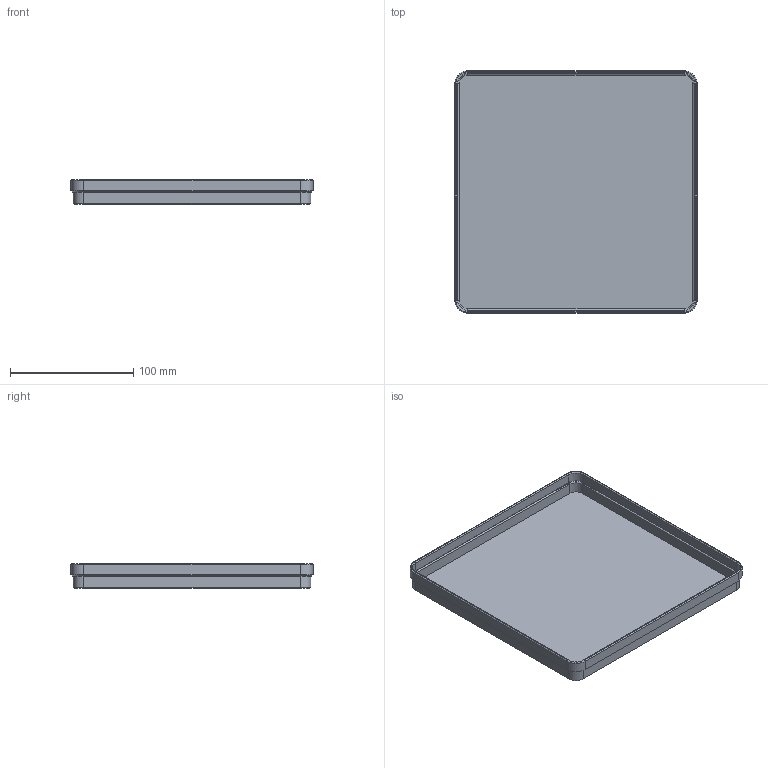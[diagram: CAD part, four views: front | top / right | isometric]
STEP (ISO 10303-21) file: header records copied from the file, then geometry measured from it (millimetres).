
FILE_DESCRIPTION(/* description */ (''),/* implementation_level */ '2;1');
FILE_NAME(/* name */ 'puzzle-sorting-box.step',/* time_stamp */ '2024-06-01T20:53:20-04:00',/* author */ (''),/* organization */ (''),/* preprocessor_version */ 'ST-DEVELOPER v20',/* originating_system */ 'Autodesk Translation Framework v13.14.0.145',/* authorisation */ '');
FILE_SCHEMA (('AUTOMOTIVE_DESIGN { 1 0 10303 214 3 1 1 }'));
Length unit declared in the file: millimetre
Products named in the file (1): puzzle sorting box
Bounding box: 196.4 x 196.4 x 20 mm (x, y, z)
Volume: 79965.7 mm3; surface area: 104275.9 mm2
Topology: 1 solids, 1 shells, 77 faces, 176 edges, 104 vertices
Faces by surface type: plane 29, cylinder 28, torus 12, cone 8
Entity records: 2179 total; most frequent: DIRECTION 408, CARTESIAN_POINT 358, ORIENTED_EDGE 352, EDGE_CURVE 176, AXIS2_PLACEMENT_3D 154, VERTEX_POINT 104, LINE 100, VECTOR 100
